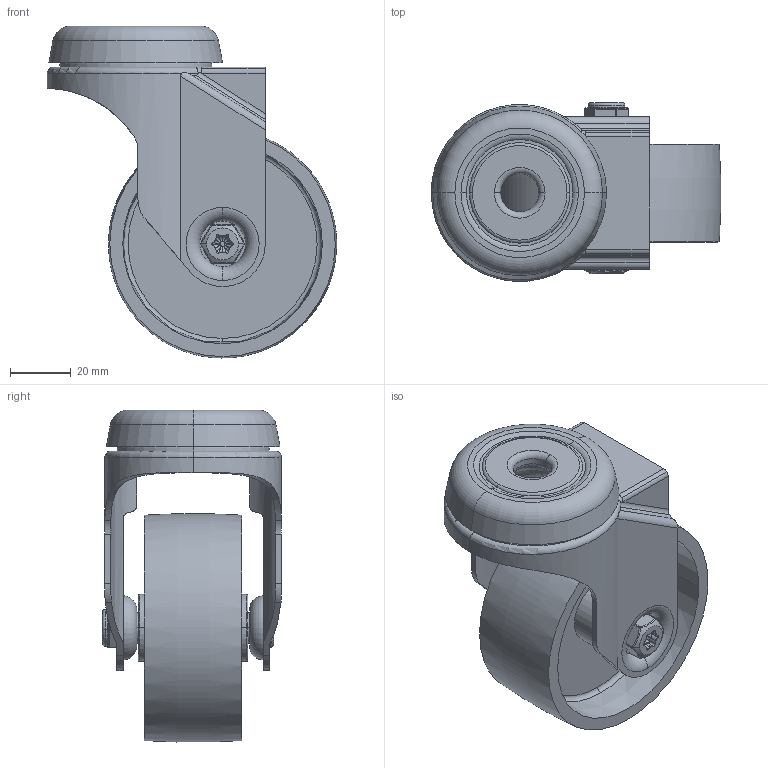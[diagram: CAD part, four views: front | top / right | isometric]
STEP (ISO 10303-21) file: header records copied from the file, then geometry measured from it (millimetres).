
FILE_DESCRIPTION(('STEP AP203'),'1');
FILE_NAME('BZM75NYBH12.STEP','2023-06-02T15:11:11',(' '),(' '),'Spatial InterOp 3D',' ',' ');
FILE_SCHEMA(('CONFIG_CONTROL_DESIGN'));
Length unit declared in the file: metre
Products named in the file (14): BZM75ASBH12; ZINC PLATED PRESSED STEEL HEAD; ZINC PLATED PRESSED STEEL FORKS; BZM75NYBH12; BZM75WNY; NYLON WHEEL; TUBEM10X37; ZINC PLATED AXLE TUBE; BOLTBZM8MM; ZINC PLATED AXLE BOLT; NYLOC NUT; NUT; RUBBER; NYLOCM8Z
Assembly tree (13 placements, depth 4):
  BZM75NYBH12
    BZM75ASBH12
      ZINC PLATED PRESSED STEEL HEAD
      ZINC PLATED PRESSED STEEL FORKS
    BZM75WNY
      NYLON WHEEL
    TUBEM10X37
      ZINC PLATED AXLE TUBE
    BOLTBZM8MM
      ZINC PLATED AXLE BOLT
    NYLOCM8Z
      NYLOC NUT
        NUT
        RUBBER
Bounding box: 94.94 x 58.75 x 108.94 mm (x, y, z)
Volume: 99490.2 mm3; surface area: 61009 mm2
Topology: 7 solids, 7 shells, 364 faces, 886 edges, 548 vertices
Faces by surface type: cylinder 164, torus 72, plane 66, sphere 32, bspline 16, cone 14
Entity records: 20874 total; most frequent: CARTESIAN_POINT 11420, DIRECTION 2023, ORIENTED_EDGE 1760, AXIS2_PLACEMENT_3D 884, EDGE_CURVE 880, VERTEX_POINT 548, CIRCLE 506, EDGE_LOOP 398
